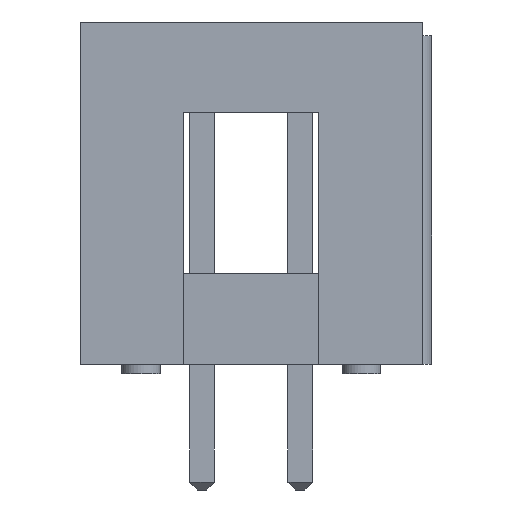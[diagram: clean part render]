
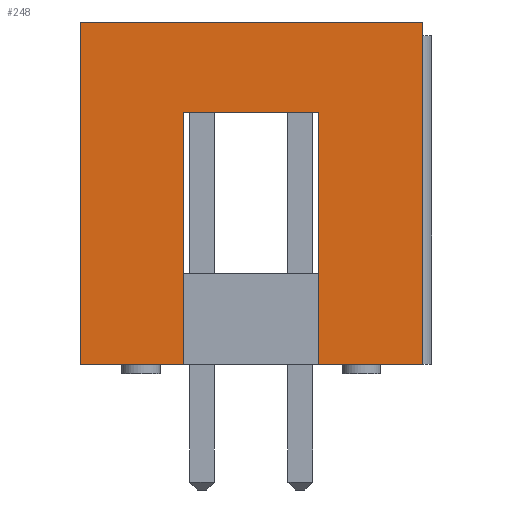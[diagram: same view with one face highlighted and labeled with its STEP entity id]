
A CAD part, front view. The second image highlights one B-rep face of the part: STEP entity #248.
In plain terms, the highlighted planar face has unit normal (0, -1, 0).
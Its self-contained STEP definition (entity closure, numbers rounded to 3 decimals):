
#13=DIRECTION('',(0.,0.,1.));
#27=VECTOR('',#13,1.);
#30=VERTEX_POINT('',#31);
#31=CARTESIAN_POINT('',(-3.155,-66.06,0.25));
#36=EDGE_CURVE('',#30,#37,#39,.T.);
#37=VERTEX_POINT('',#38);
#38=CARTESIAN_POINT('',(-3.155,-66.06,9.1));
#39=LINE('',#40,#27);
#40=CARTESIAN_POINT('',(-3.155,-66.06,2.6));
#91=VECTOR('',#92,1.);
#92=DIRECTION('',(-1.,0.,0.));
#107=VECTOR('',#108,1.);
#108=DIRECTION('',(1.,0.,0.));
#132=EDGE_CURVE('',#37,#133,#135,.T.);
#133=VERTEX_POINT('',#134);
#134=CARTESIAN_POINT('',(5.695,-66.06,9.1));
#135=LINE('',#38,#107);
#248=ADVANCED_FACE('',(#249),#287,.T.);
#249=FACE_BOUND('',#250,.T.);
#250=EDGE_LOOP('',(#251,#252,#257,#265,#271,#279,#283,#286));
#251=ORIENTED_EDGE('',*,*,#36,.F.);
#252=ORIENTED_EDGE('',*,*,#253,.T.);
#253=EDGE_CURVE('',#30,#254,#256,.T.);
#254=VERTEX_POINT('',#255);
#255=CARTESIAN_POINT('',(-0.48,-66.06,0.25));
#256=LINE('',#31,#107);
#257=ORIENTED_EDGE('',*,*,#258,.T.);
#258=EDGE_CURVE('',#254,#259,#261,.T.);
#259=VERTEX_POINT('',#260);
#260=CARTESIAN_POINT('',(-0.48,-66.06,6.75));
#261=LINE('',#262,#263);
#262=CARTESIAN_POINT('',(-0.48,-66.06,2.463));
#263=VECTOR('',#264,1.);
#264=DIRECTION('',(0.,0.,1.));
#265=ORIENTED_EDGE('',*,*,#266,.F.);
#266=EDGE_CURVE('',#267,#259,#269,.T.);
#267=VERTEX_POINT('',#268);
#268=CARTESIAN_POINT('',(3.02,-66.06,6.75));
#269=LINE('',#270,#91);
#270=CARTESIAN_POINT('',(1.27,-66.06,6.75));
#271=ORIENTED_EDGE('',*,*,#272,.T.);
#272=EDGE_CURVE('',#267,#273,#275,.T.);
#273=VERTEX_POINT('',#274);
#274=CARTESIAN_POINT('',(3.02,-66.06,0.25));
#275=LINE('',#276,#277);
#276=CARTESIAN_POINT('',(3.02,-66.06,2.463));
#277=VECTOR('',#278,1.);
#278=DIRECTION('',(0.,0.,-1.));
#279=ORIENTED_EDGE('',*,*,#280,.T.);
#280=EDGE_CURVE('',#273,#281,#256,.T.);
#281=VERTEX_POINT('',#282);
#282=CARTESIAN_POINT('',(5.695,-66.06,0.25));
#283=ORIENTED_EDGE('',*,*,#284,.T.);
#284=EDGE_CURVE('',#281,#133,#285,.T.);
#285=LINE('',#282,#27);
#286=ORIENTED_EDGE('',*,*,#132,.F.);
#287=PLANE('',#288);
#288=AXIS2_PLACEMENT_3D('',#289,#290,#278);
#289=CARTESIAN_POINT('',(1.27,-66.06,4.675));
#290=DIRECTION('',(-0.,-1.,0.));
